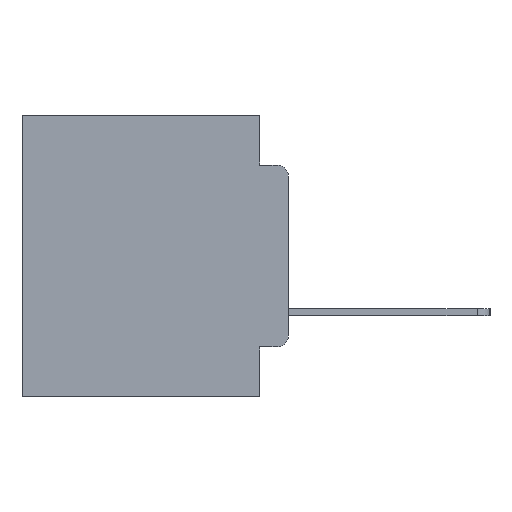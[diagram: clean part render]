
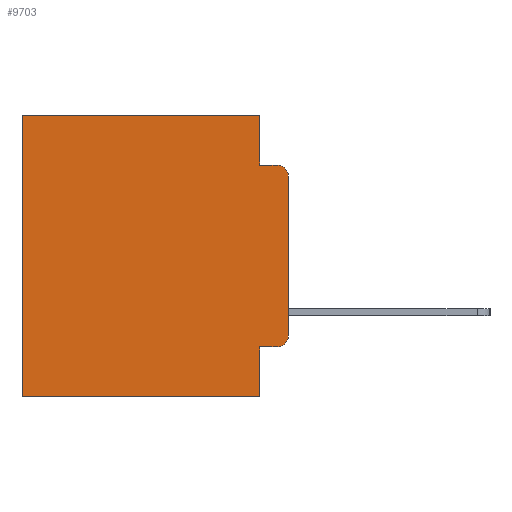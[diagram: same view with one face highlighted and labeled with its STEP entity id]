
A CAD part, left-side view. The second image highlights one B-rep face of the part: STEP entity #9703.
In plain terms, the highlighted planar face has unit normal (-1, 0, 0).
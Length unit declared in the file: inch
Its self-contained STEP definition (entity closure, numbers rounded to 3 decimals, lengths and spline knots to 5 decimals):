
#539 = AXIS2_PLACEMENT_3D ( 'NONE', #14781, #18643, #7096 ) ;
#1288 = CARTESIAN_POINT ( 'NONE',  ( 0.298, 0., -0.1085 ) ) ;
#3369 = VECTOR ( 'NONE', #5758, 39.37008 ) ;
#3612 = EDGE_CURVE ( 'NONE', #12202, #7043, #16287, .T. ) ;
#4075 = EDGE_CURVE ( 'NONE', #16643, #14090, #8758, .T. ) ;
#4163 = EDGE_CURVE ( 'NONE', #14779, #7043, #6892, .T. ) ;
#4330 = CARTESIAN_POINT ( 'NONE',  ( 0.298, 0., -0.3915 ) ) ;
#4392 = VECTOR ( 'NONE', #22679, 39.37008 ) ;
#4508 = EDGE_CURVE ( 'NONE', #14779, #22477, #25063, .T. ) ;
#4640 = ORIENTED_EDGE ( 'NONE', *, *, #4508, .F. ) ;
#4682 = VECTOR ( 'NONE', #9391, 39.37008 ) ;
#4701 = EDGE_CURVE ( 'NONE', #16945, #16643, #15914, .T. ) ;
#4982 = VECTOR ( 'NONE', #21413, 39.37008 ) ;
#5069 = VECTOR ( 'NONE', #5103, 39.37008 ) ;
#5103 = DIRECTION ( 'NONE',  ( 0., 1., 0. ) ) ;
#5563 = ORIENTED_EDGE ( 'NONE', *, *, #4163, .T. ) ;
#5758 = DIRECTION ( 'NONE',  ( 0., 0., -1. ) ) ;
#6099 = ORIENTED_EDGE ( 'NONE', *, *, #3612, .F. ) ;
#6122 = ORIENTED_EDGE ( 'NONE', *, *, #25193, .F. ) ;
#6443 = ORIENTED_EDGE ( 'NONE', *, *, #4701, .T. ) ;
#6693 = ORIENTED_EDGE ( 'NONE', *, *, #4075, .T. ) ;
#6892 = CIRCLE ( 'NONE', #23427, 0.02 ) ;
#7029 = VERTEX_POINT ( 'NONE', #11351 ) ;
#7043 = VERTEX_POINT ( 'NONE', #15306 ) ;
#7096 = DIRECTION ( 'NONE',  ( 0., 0., -1. ) ) ;
#7441 = CARTESIAN_POINT ( 'NONE',  ( 0.298, 0.051, 0. ) ) ;
#7619 = CARTESIAN_POINT ( 'NONE',  ( 0.298, 0.051, -0.4115 ) ) ;
#7633 = VERTEX_POINT ( 'NONE', #15115 ) ;
#7978 = ORIENTED_EDGE ( 'NONE', *, *, #16827, .F. ) ;
#8062 = DIRECTION ( 'NONE',  ( -1., 0., 0. ) ) ;
#8188 = ORIENTED_EDGE ( 'NONE', *, *, #18769, .F. ) ;
#8214 = ORIENTED_EDGE ( 'NONE', *, *, #21366, .T. ) ;
#8479 = ORIENTED_EDGE ( 'NONE', *, *, #12042, .T. ) ;
#8596 = CIRCLE ( 'NONE', #19497, 0.02 ) ;
#8758 = LINE ( 'NONE', #22540, #3369 ) ;
#9013 = CARTESIAN_POINT ( 'NONE',  ( 0.298, 0., -0.5 ) ) ;
#9049 = FACE_OUTER_BOUND ( 'NONE', #17335, .T. ) ;
#9391 = DIRECTION ( 'NONE',  ( 0., 0., -1. ) ) ;
#9427 = DIRECTION ( 'NONE',  ( 0., 0., -1. ) ) ;
#9538 = VECTOR ( 'NONE', #11487, 39.37008 ) ;
#9703 = ADVANCED_FACE ( 'NONE', ( #9049 ), #22346, .F. ) ;
#10853 = VERTEX_POINT ( 'NONE', #22123 ) ;
#11351 = CARTESIAN_POINT ( 'NONE',  ( 0.298, 0.051, -0.5 ) ) ;
#11487 = DIRECTION ( 'NONE',  ( 0., -1., 0. ) ) ;
#11767 = VECTOR ( 'NONE', #13767, 39.37008 ) ;
#12042 = EDGE_CURVE ( 'NONE', #7633, #22477, #8596, .T. ) ;
#12202 = VERTEX_POINT ( 'NONE', #14250 ) ;
#12258 = CARTESIAN_POINT ( 'NONE',  ( 0.298, 0.473, 0. ) ) ;
#12352 = CARTESIAN_POINT ( 'NONE',  ( 0.298, 0.051, -0.0885 ) ) ;
#13238 = LINE ( 'NONE', #7441, #22768 ) ;
#13767 = DIRECTION ( 'NONE',  ( 0., -1., 0. ) ) ;
#14090 = VERTEX_POINT ( 'NONE', #24475 ) ;
#14250 = CARTESIAN_POINT ( 'NONE',  ( 0.298, 0.051, -0.0885 ) ) ;
#14779 = VERTEX_POINT ( 'NONE', #1288 ) ;
#14781 = CARTESIAN_POINT ( 'NONE',  ( 0.298, 0., 0. ) ) ;
#14799 = LINE ( 'NONE', #9013, #5069 ) ;
#15115 = CARTESIAN_POINT ( 'NONE',  ( 0.298, 0.02, -0.4115 ) ) ;
#15211 = LINE ( 'NONE', #7619, #9538 ) ;
#15306 = CARTESIAN_POINT ( 'NONE',  ( 0.298, 0.02, -0.0885 ) ) ;
#15914 = LINE ( 'NONE', #19768, #4982 ) ;
#16287 = LINE ( 'NONE', #12352, #11767 ) ;
#16643 = VERTEX_POINT ( 'NONE', #12258 ) ;
#16827 = EDGE_CURVE ( 'NONE', #7029, #14090, #14799, .T. ) ;
#16945 = VERTEX_POINT ( 'NONE', #24680 ) ;
#17335 = EDGE_LOOP ( 'NONE', ( #4640, #5563, #6099, #6122, #6443, #6693, #7978, #8188, #8214, #8479 ) ) ;
#18643 = DIRECTION ( 'NONE',  ( 1., 0., 0. ) ) ;
#18769 = EDGE_CURVE ( 'NONE', #10853, #7029, #13238, .T. ) ;
#19497 = AXIS2_PLACEMENT_3D ( 'NONE', #19560, #8062, #21429 ) ;
#19560 = CARTESIAN_POINT ( 'NONE',  ( 0.298, 0.02, -0.3915 ) ) ;
#19768 = CARTESIAN_POINT ( 'NONE',  ( 0.298, 0., 0. ) ) ;
#19852 = LINE ( 'NONE', #20797, #4392 ) ;
#20797 = CARTESIAN_POINT ( 'NONE',  ( 0.298, 0.051, 0. ) ) ;
#20842 = CARTESIAN_POINT ( 'NONE',  ( 0.298, 0., 0. ) ) ;
#21366 = EDGE_CURVE ( 'NONE', #10853, #7633, #15211, .T. ) ;
#21413 = DIRECTION ( 'NONE',  ( 0., 1., 0. ) ) ;
#21429 = DIRECTION ( 'NONE',  ( 0., 0., -1. ) ) ;
#22123 = CARTESIAN_POINT ( 'NONE',  ( 0.298, 0.051, -0.4115 ) ) ;
#22346 = PLANE ( 'NONE',  #539 ) ;
#22477 = VERTEX_POINT ( 'NONE', #4330 ) ;
#22540 = CARTESIAN_POINT ( 'NONE',  ( 0.298, 0.473, 0. ) ) ;
#22659 = CARTESIAN_POINT ( 'NONE',  ( 0.298, 0.02, -0.1085 ) ) ;
#22679 = DIRECTION ( 'NONE',  ( 0., 0., -1. ) ) ;
#22768 = VECTOR ( 'NONE', #9427, 39.37008 ) ;
#22783 = DIRECTION ( 'NONE',  ( 0., 0., -1. ) ) ;
#23427 = AXIS2_PLACEMENT_3D ( 'NONE', #22659, #24636, #22783 ) ;
#24475 = CARTESIAN_POINT ( 'NONE',  ( 0.298, 0.473, -0.5 ) ) ;
#24636 = DIRECTION ( 'NONE',  ( -1., 0., 0. ) ) ;
#24680 = CARTESIAN_POINT ( 'NONE',  ( 0.298, 0.051, 0. ) ) ;
#25063 = LINE ( 'NONE', #20842, #4682 ) ;
#25193 = EDGE_CURVE ( 'NONE', #16945, #12202, #19852, .T. ) ;
